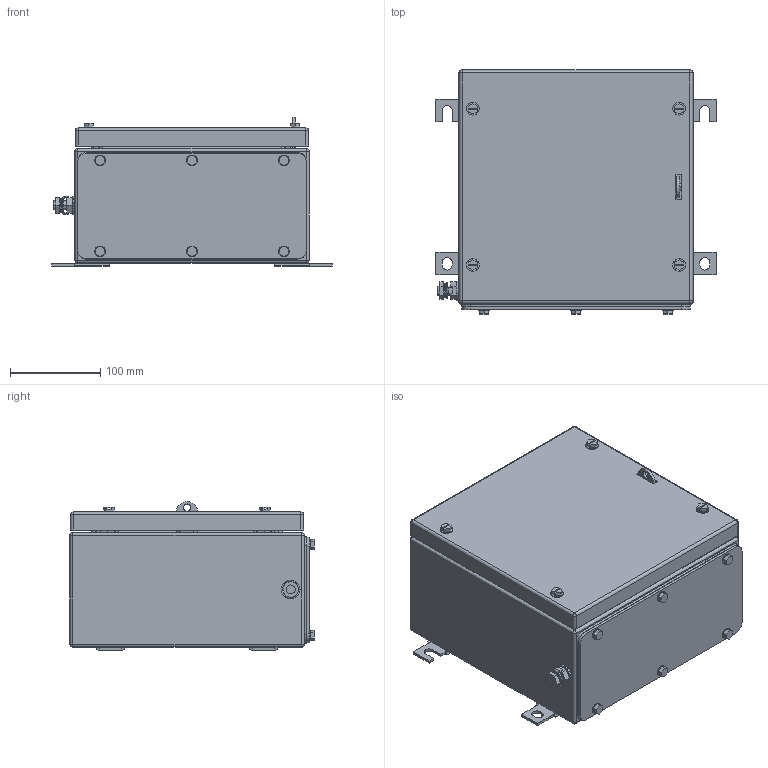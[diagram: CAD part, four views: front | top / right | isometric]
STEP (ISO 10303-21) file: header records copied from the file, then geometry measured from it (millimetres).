
FILE_DESCRIPTION(('CATIA V5 STEP Exchange','CAx-IF Rec.Pracs.--- Model Styling and Organization---1.4--- 2014-01-23'),'2;1');
FILE_NAME ('008500-8_2_1194610000_1194610000.stp','2019-06-28T07:36:40+00:00',('none'),('Weidmueller'),'CATIA Version 5-6 Release 2016 SP3 HF44','CATIA V5 STEP AP214','none');
FILE_SCHEMA(('AUTOMOTIVE_DESIGN { 1 0 10303 214 1 1 1 1 }'));
Length unit declared in the file: millimetre
Products named in the file (1): 1194610000
Bounding box: 311 x 271 x 164.9 mm (x, y, z)
Volume: 698823.9 mm3; surface area: 790492.2 mm2
Topology: 52 solids, 52 shells, 1637 faces, 4151 edges, 2645 vertices
Faces by surface type: plane 944, cylinder 489, cone 158, sphere 24, torus 22
Entity records: 47019 total; most frequent: CARTESIAN_POINT 10219, ORIENTED_EDGE 8214, DIRECTION 6137, EDGE_CURVE 4107, VERTEX_POINT 2645, VECTOR 2436, LINE 2436, AXIS2_PLACEMENT_3D 2418
